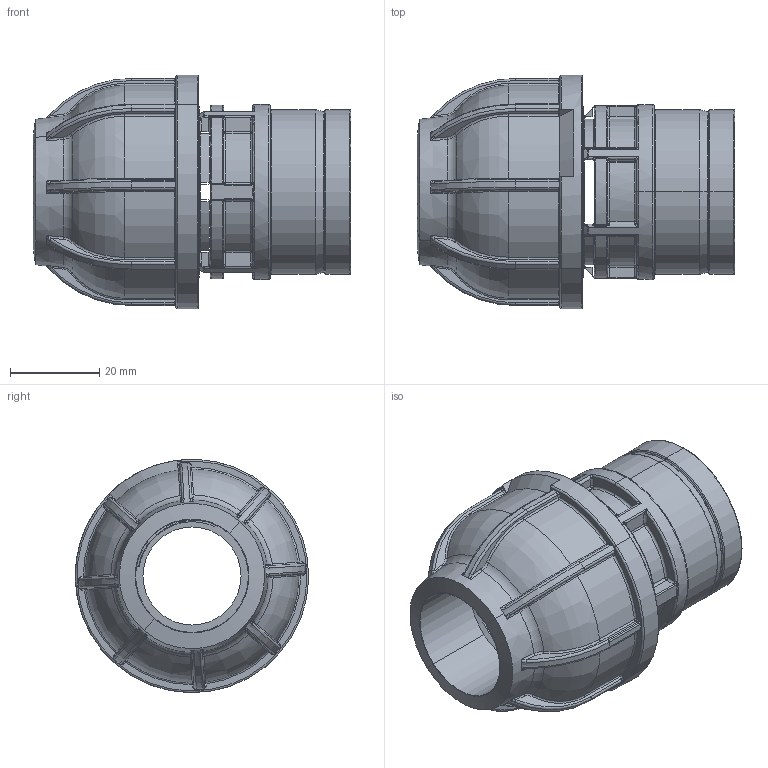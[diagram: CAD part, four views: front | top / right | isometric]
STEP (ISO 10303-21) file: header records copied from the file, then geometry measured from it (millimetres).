
FILE_DESCRIPTION (( 'STEP AP203' ), '1' );
FILE_NAME ('R201.025.034.step', '2013-11-19T09:03:33', ( 'Alusic' ), ( 'Alusic' ), 'SwSTEP 2.0', 'SolidWorks 2011', '' );
FILE_SCHEMA (( 'CONFIG_CONTROL_DESIGN' ));
Length unit declared in the file: millimetre
Products named in the file (1): R201.025.034
Bounding box: 71.2 x 52.39 x 52.39 mm (x, y, z)
Surface area: 22436.4 mm2 (no closed solid volume)
Topology: 0 solids, 3 shells, 947 faces, 2753 edges, 1621 vertices
Faces by surface type: cylinder 299, bspline 222, torus 200, plane 151, sphere 58, cone 17
Entity records: 41914 total; most frequent: CARTESIAN_POINT 19807, ORIENTED_EDGE 4536, DIRECTION 4466, EDGE_CURVE 2709, AXIS2_PLACEMENT_3D 1943, VERTEX_POINT 1617, CIRCLE 1217, EDGE_LOOP 954
